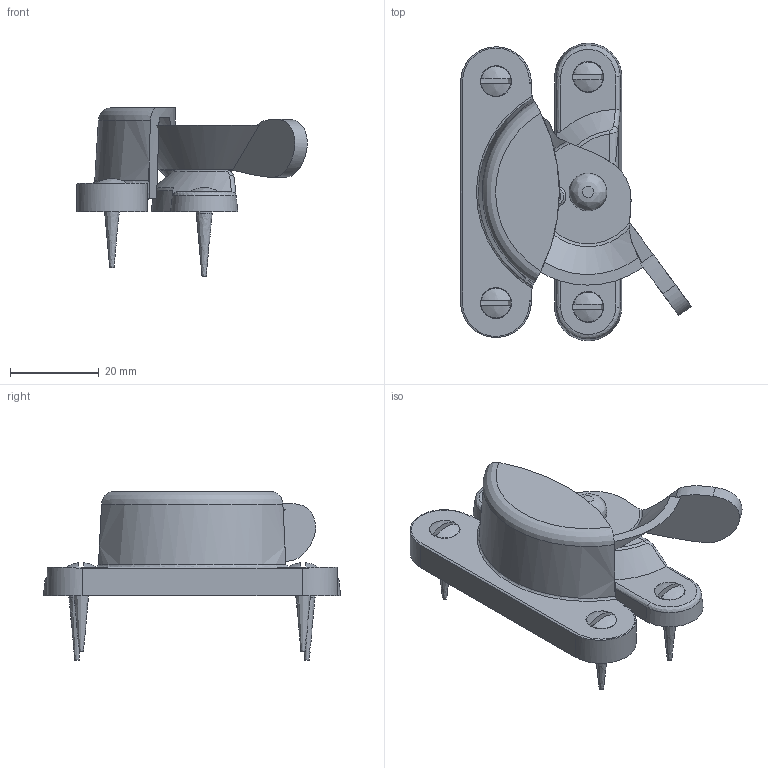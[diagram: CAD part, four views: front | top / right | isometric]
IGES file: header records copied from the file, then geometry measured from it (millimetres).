
Global section: file name: P6131-L; native system: Autodesk Inventor 2018; preprocessor: unknown; author: ashami; date: 20190708.080954; units: millimetre
Bounding box: 52.01 x 67.01 x 38.05 mm (x, y, z)
Volume: 15990.7 mm3; surface area: 13508.7 mm2
Topology: 11 solids, 11 shells, 196 faces, 497 edges, 323 vertices
Faces by surface type: bspline 196
